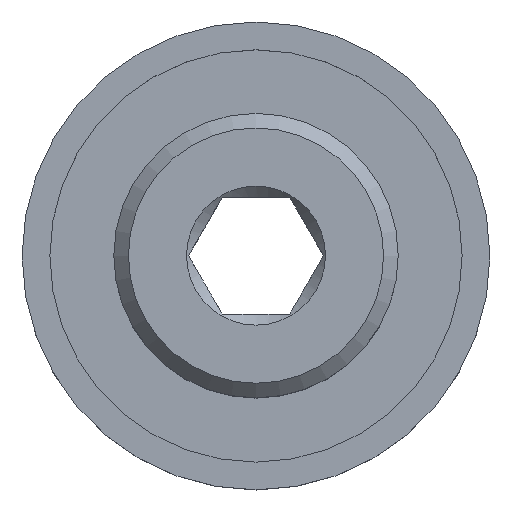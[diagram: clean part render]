
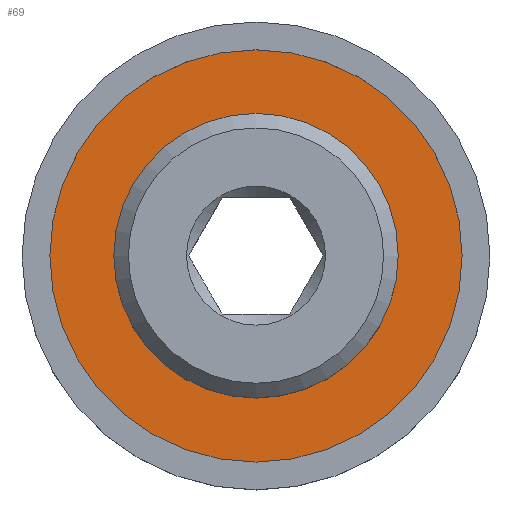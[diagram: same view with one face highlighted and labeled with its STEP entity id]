
A CAD part, top view. The second image highlights one B-rep face of the part: STEP entity #69.
In plain terms, the highlighted planar face has unit normal (0, 0, 1).
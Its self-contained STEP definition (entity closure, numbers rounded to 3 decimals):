
#69 = ADVANCED_FACE( '', ( #168, #169 ), #170, .T. );
#168 = FACE_BOUND( '', #313, .T. );
#169 = FACE_OUTER_BOUND( '', #314, .T. );
#170 = PLANE( '', #315 );
#313 = EDGE_LOOP( '', ( #460 ) );
#314 = EDGE_LOOP( '', ( #461 ) );
#315 = AXIS2_PLACEMENT_3D( '', #462, #463, #464 );
#460 = ORIENTED_EDGE( '', *, *, #755, .T. );
#461 = ORIENTED_EDGE( '', *, *, #756, .F. );
#462 = CARTESIAN_POINT( '', ( -7.05, 0., 7.8 ) );
#463 = DIRECTION( '', ( 0., 0., 1. ) );
#464 = DIRECTION( '', ( 1., 0., 0. ) );
#755 = EDGE_CURVE( '', #874, #874, #875, .T. );
#756 = EDGE_CURVE( '', #876, #876, #877, .T. );
#874 = VERTEX_POINT( '', #1045 );
#875 = CIRCLE( '', #1046, 4.75 );
#876 = VERTEX_POINT( '', #1047 );
#877 = CIRCLE( '', #1048, 7.05 );
#1045 = CARTESIAN_POINT( '', ( -4.75, 0., 7.8 ) );
#1046 = AXIS2_PLACEMENT_3D( '', #1332, #1333, #1334 );
#1047 = CARTESIAN_POINT( '', ( -7.05, 0., 7.8 ) );
#1048 = AXIS2_PLACEMENT_3D( '', #1335, #1336, #1337 );
#1332 = CARTESIAN_POINT( '', ( 0., 0., 7.8 ) );
#1333 = DIRECTION( '', ( 0., 0., -1. ) );
#1334 = DIRECTION( '', ( -1., 0., 0. ) );
#1335 = CARTESIAN_POINT( '', ( 0., 0., 7.8 ) );
#1336 = DIRECTION( '', ( 0., 0., -1. ) );
#1337 = DIRECTION( '', ( -1., 0., 0. ) );
